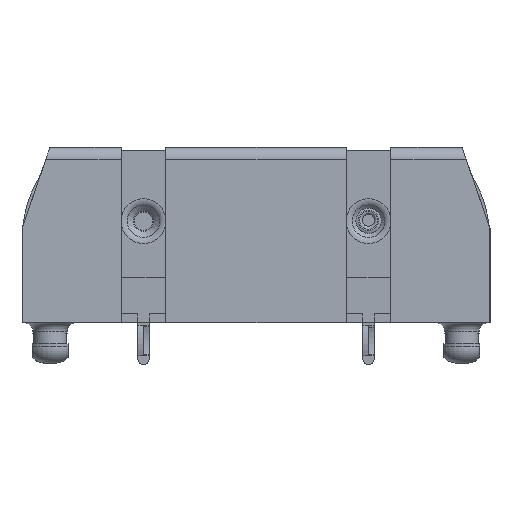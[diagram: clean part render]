
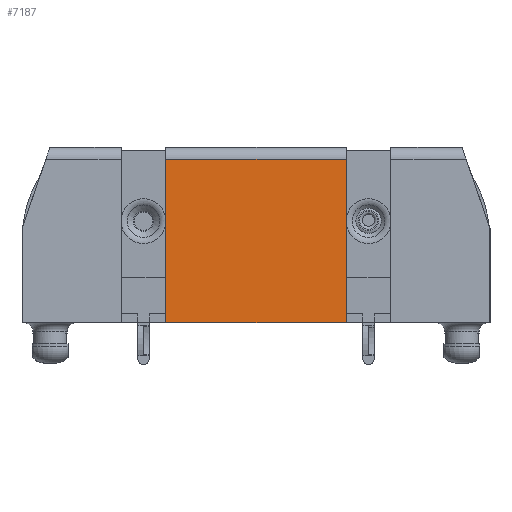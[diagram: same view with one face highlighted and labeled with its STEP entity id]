
A CAD part, left-side view. The second image highlights one B-rep face of the part: STEP entity #7187.
In plain terms, the highlighted planar face has unit normal (-1, 0, 0.018).
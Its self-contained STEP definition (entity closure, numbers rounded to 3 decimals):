
#798=ORIENTED_EDGE('',*,*,#2266,.F.);
#799=ORIENTED_EDGE('',*,*,#2244,.T.);
#800=ORIENTED_EDGE('',*,*,#2267,.F.);
#801=ORIENTED_EDGE('',*,*,#2268,.F.);
#2244=EDGE_CURVE('',#2984,#2982,#3517,.T.);
#2266=EDGE_CURVE('',#2984,#3001,#3536,.T.);
#2267=EDGE_CURVE('',#3002,#2982,#3537,.T.);
#2268=EDGE_CURVE('',#3001,#3002,#3538,.T.);
#2982=VERTEX_POINT('',#10124);
#2984=VERTEX_POINT('',#10127);
#3001=VERTEX_POINT('',#10175);
#3002=VERTEX_POINT('',#10177);
#3517=LINE('',#10126,#4116);
#3536=LINE('',#10174,#4135);
#3537=LINE('',#10176,#4136);
#3538=LINE('',#10178,#4137);
#4116=VECTOR('',#8414,1000.);
#4135=VECTOR('',#8449,1000.);
#4136=VECTOR('',#8450,1000.);
#4137=VECTOR('',#8451,1000.);
#4610=EDGE_LOOP('',(#798,#799,#800,#801));
#4974=FACE_BOUND('',#4610,.T.);
#5310=PLANE('',#7575);
#7187=ADVANCED_FACE('',(#4974),#5310,.F.);
#7575=AXIS2_PLACEMENT_3D('',#10173,#8447,#8448);
#8414=DIRECTION('',(0.,1.,0.));
#8447=DIRECTION('',(1.,0.,-0.017));
#8448=DIRECTION('',(-0.017,0.,-1.));
#8449=DIRECTION('',(-0.017,0.,-1.));
#8450=DIRECTION('',(0.017,0.,1.));
#8451=DIRECTION('',(0.,1.,0.));
#10124=CARTESIAN_POINT('',(-38.285,7.658,13.912));
#10126=CARTESIAN_POINT('',(-38.285,17.518,13.912));
#10127=CARTESIAN_POINT('',(-38.285,-7.658,13.912));
#10173=CARTESIAN_POINT('',(-38.268,17.518,14.91));
#10174=CARTESIAN_POINT('',(-38.268,-7.658,14.91));
#10175=CARTESIAN_POINT('',(-38.528,-7.658,0.001));
#10176=CARTESIAN_POINT('',(-38.268,7.658,14.91));
#10177=CARTESIAN_POINT('',(-38.528,7.658,0.001));
#10178=CARTESIAN_POINT('',(-38.528,17.518,0.001));
